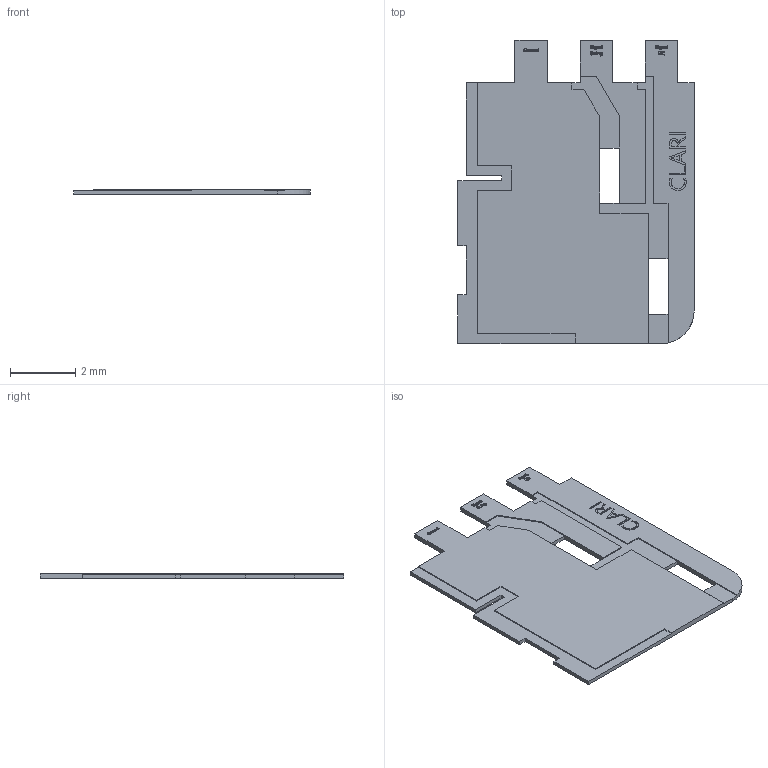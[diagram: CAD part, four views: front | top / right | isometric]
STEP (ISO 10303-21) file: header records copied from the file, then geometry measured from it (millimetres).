
FILE_DESCRIPTION(/* description */ (''),/* implementation_level */ '2;1');
FILE_NAME(/* name */ 'p_pzt_pcb_left v18.step',/* time_stamp */ '2021-07-28T15:55:22-06:00',/* author */ (''),/* organization */ (''),/* preprocessor_version */ 'ST-DEVELOPER v18.1',/* originating_system */ 'Autodesk Translation Framework v10.9.0.1377',/* authorisation */ '');
FILE_SCHEMA (('AUTOMOTIVE_DESIGN { 1 0 10303 214 3 1 1 }'));
Length unit declared in the file: millimetre
Products named in the file (1): p_pzt_pcb_left
Bounding box: 7.25 x 9.3 x 0.15 mm (x, y, z)
Volume: 8.5 mm3; surface area: 125.3 mm2
Topology: 1 solids, 1 shells, 671 faces, 1876 edges, 1250 vertices
Faces by surface type: bspline 363, plane 307, cylinder 1
Entity records: 24795 total; most frequent: CARTESIAN_POINT 9969, ORIENTED_EDGE 3752, EDGE_CURVE 1876, DIRECTION 1771, VERTEX_POINT 1250, LINE 1147, VECTOR 1147, B_SPLINE_CURVE_WITH_KNOTS 726
